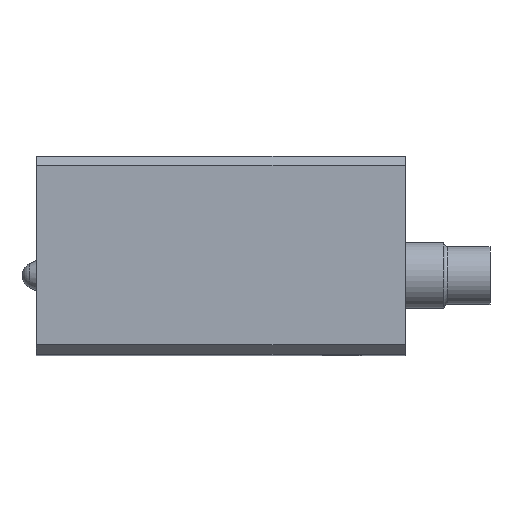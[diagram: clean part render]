
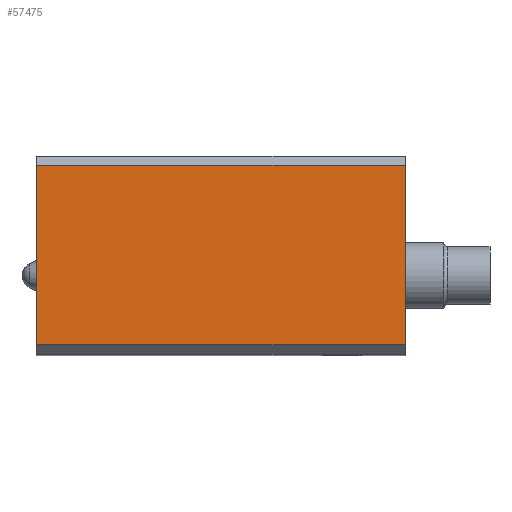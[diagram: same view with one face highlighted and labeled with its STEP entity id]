
A CAD part, top view. The second image highlights one B-rep face of the part: STEP entity #57475.
In plain terms, the highlighted planar face has unit normal (0, 0, 1).
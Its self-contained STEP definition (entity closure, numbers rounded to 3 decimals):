
#9=DIRECTION('',(0.,-1.,0.));
#10=VECTOR('',#9,13.63);
#11=CARTESIAN_POINT('',(-14.014,6.815,37.489));
#12=LINE('',#11,#10);
#1113=DIRECTION('',(1.,0.,0.));
#1114=VECTOR('',#1113,28.028);
#1115=CARTESIAN_POINT('',(-14.014,-6.815,37.489));
#1116=LINE('',#1115,#1114);
#1121=DIRECTION('',(1.,0.,0.));
#1122=VECTOR('',#1121,28.028);
#1123=CARTESIAN_POINT('',(-14.014,6.815,37.489));
#1124=LINE('',#1123,#1122);
#1161=DIRECTION('',(0.,-1.,0.));
#1162=VECTOR('',#1161,13.63);
#1163=CARTESIAN_POINT('',(14.014,6.815,37.489));
#1164=LINE('',#1163,#1162);
#43835=CARTESIAN_POINT('',(-14.014,6.815,37.489));
#43836=CARTESIAN_POINT('',(14.014,6.815,37.489));
#43837=VERTEX_POINT('',#43835);
#43838=VERTEX_POINT('',#43836);
#43855=CARTESIAN_POINT('',(-14.014,-6.815,37.489));
#43856=CARTESIAN_POINT('',(14.014,-6.815,37.489));
#43857=VERTEX_POINT('',#43855);
#43858=VERTEX_POINT('',#43856);
#57462=CARTESIAN_POINT('',(-13.99,7.505,37.489));
#57463=DIRECTION('',(0.,0.,1.));
#57464=DIRECTION('',(0.,-1.,0.));
#57465=AXIS2_PLACEMENT_3D('',#57462,#57463,#57464);
#57466=PLANE('',#57465);
#57467=ORIENTED_EDGE('',*,*,#56796,.F.);
#57469=ORIENTED_EDGE('',*,*,#57468,.T.);
#57471=ORIENTED_EDGE('',*,*,#57470,.T.);
#57472=ORIENTED_EDGE('',*,*,#57455,.F.);
#57473=EDGE_LOOP('',(#57467,#57469,#57471,#57472));
#57474=FACE_OUTER_BOUND('',#57473,.F.);
#57475=ADVANCED_FACE('',(#57474),#57466,.T.);
#56796=EDGE_CURVE('',#43837,#43857,#12,.T.);
#57455=EDGE_CURVE('',#43857,#43858,#1116,.T.);
#57468=EDGE_CURVE('',#43837,#43838,#1124,.T.);
#57470=EDGE_CURVE('',#43838,#43858,#1164,.T.);
